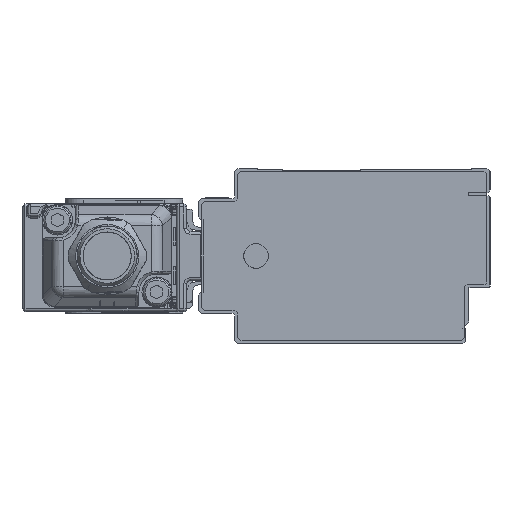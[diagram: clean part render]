
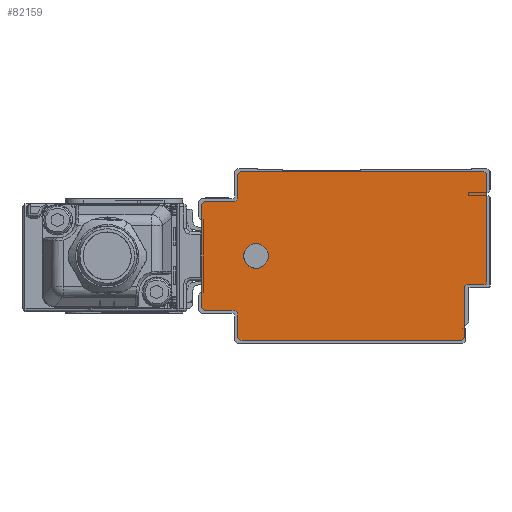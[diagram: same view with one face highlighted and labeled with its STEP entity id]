
A CAD part, left-side view. The second image highlights one B-rep face of the part: STEP entity #82159.
In plain terms, the highlighted planar face has unit normal (-1, 0, 0).
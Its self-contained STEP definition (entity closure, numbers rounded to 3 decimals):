
#80295=AXIS2_PLACEMENT_3D('Circle Axis2P3D',#80293,#80294,$) ;
#80333=AXIS2_PLACEMENT_3D('Circle Axis2P3D',#80331,#80332,$) ;
#80371=AXIS2_PLACEMENT_3D('Circle Axis2P3D',#80369,#80370,$) ;
#80409=AXIS2_PLACEMENT_3D('Circle Axis2P3D',#80407,#80408,$) ;
#82042=AXIS2_PLACEMENT_3D('Plane Axis2P3D',#82039,#82040,#82041) ;
#82046=AXIS2_PLACEMENT_3D('Circle Axis2P3D',#82044,#82045,$) ;
#82060=AXIS2_PLACEMENT_3D('Circle Axis2P3D',#82058,#82059,$) ;
#82074=AXIS2_PLACEMENT_3D('Circle Axis2P3D',#82072,#82073,$) ;
#82088=AXIS2_PLACEMENT_3D('Circle Axis2P3D',#82086,#82087,$) ;
#82102=AXIS2_PLACEMENT_3D('Circle Axis2P3D',#82100,#82101,$) ;
#82116=AXIS2_PLACEMENT_3D('Circle Axis2P3D',#82114,#82115,$) ;
#82143=AXIS2_PLACEMENT_3D('Circle Axis2P3D',#82141,#82142,$) ;
#82152=AXIS2_PLACEMENT_3D('Circle Axis2P3D',#82150,#82151,$) ;
#80251=CARTESIAN_POINT('Line Origine',(-1375.5,44.,14.5)) ;
#80255=CARTESIAN_POINT('Vertex',(-1375.5,44.,6.)) ;
#80257=CARTESIAN_POINT('Vertex',(-1375.5,44.,23.)) ;
#80293=CARTESIAN_POINT('Axis2P3D Location',(-1375.5,43.5,23.)) ;
#80297=CARTESIAN_POINT('Vertex',(-1375.5,43.5,23.5)) ;
#80312=CARTESIAN_POINT('Line Origine',(-1375.5,41.25,23.5)) ;
#80316=CARTESIAN_POINT('Vertex',(-1375.5,39.,23.5)) ;
#80331=CARTESIAN_POINT('Axis2P3D Location',(-1375.5,39.,24.5)) ;
#80335=CARTESIAN_POINT('Vertex',(-1375.5,38.,24.5)) ;
#80350=CARTESIAN_POINT('Line Origine',(-1375.5,38.,26.25)) ;
#80354=CARTESIAN_POINT('Vertex',(-1375.5,38.,28.)) ;
#80369=CARTESIAN_POINT('Axis2P3D Location',(-1375.5,37.5,28.)) ;
#80373=CARTESIAN_POINT('Vertex',(-1375.5,37.5,28.5)) ;
#80388=CARTESIAN_POINT('Line Origine',(-1375.5,17.25,28.5)) ;
#80392=CARTESIAN_POINT('Vertex',(-1375.5,-3.,28.5)) ;
#80407=CARTESIAN_POINT('Axis2P3D Location',(-1375.5,-3.,28.)) ;
#80411=CARTESIAN_POINT('Vertex',(-1375.5,-3.5,28.)) ;
#80426=CARTESIAN_POINT('Line Origine',(-1375.5,-3.5,19.1)) ;
#80430=CARTESIAN_POINT('Vertex',(-1375.5,-3.5,10.2)) ;
#82039=CARTESIAN_POINT('Axis2P3D Location',(-1375.5,0.,0.)) ;
#82044=CARTESIAN_POINT('Axis2P3D Location',(-1375.5,43.5,6.)) ;
#82048=CARTESIAN_POINT('Vertex',(-1375.5,43.5,5.5)) ;
#82051=CARTESIAN_POINT('Line Origine',(-1375.5,41.25,5.5)) ;
#82055=CARTESIAN_POINT('Vertex',(-1375.5,39.,5.5)) ;
#82058=CARTESIAN_POINT('Axis2P3D Location',(-1375.5,39.,4.5)) ;
#82062=CARTESIAN_POINT('Vertex',(-1375.5,38.,4.5)) ;
#82065=CARTESIAN_POINT('Line Origine',(-1375.5,38.,2.75)) ;
#82069=CARTESIAN_POINT('Vertex',(-1375.5,38.,1.)) ;
#82072=CARTESIAN_POINT('Axis2P3D Location',(-1375.5,37.5,1.)) ;
#82076=CARTESIAN_POINT('Vertex',(-1375.5,37.5,0.5)) ;
#82079=CARTESIAN_POINT('Line Origine',(-1375.5,19.15,0.5)) ;
#82083=CARTESIAN_POINT('Vertex',(-1375.5,0.8,0.5)) ;
#82086=CARTESIAN_POINT('Axis2P3D Location',(-1375.5,0.8,1.)) ;
#82090=CARTESIAN_POINT('Vertex',(-1375.5,0.3,1.)) ;
#82093=CARTESIAN_POINT('Line Origine',(-1375.5,0.3,5.1)) ;
#82097=CARTESIAN_POINT('Vertex',(-1375.5,0.3,9.2)) ;
#82100=CARTESIAN_POINT('Axis2P3D Location',(-1375.5,-0.2,9.2)) ;
#82104=CARTESIAN_POINT('Vertex',(-1375.5,-0.2,9.7)) ;
#82107=CARTESIAN_POINT('Line Origine',(-1375.5,-1.6,9.7)) ;
#82111=CARTESIAN_POINT('Vertex',(-1375.5,-3.,9.7)) ;
#82114=CARTESIAN_POINT('Axis2P3D Location',(-1375.5,-3.,10.2)) ;
#82141=CARTESIAN_POINT('Axis2P3D Location',(-1375.5,35.,14.5)) ;
#82145=CARTESIAN_POINT('Vertex',(-1375.5,33.186,13.509)) ;
#82147=CARTESIAN_POINT('Vertex',(-1375.5,36.814,15.491)) ;
#82150=CARTESIAN_POINT('Axis2P3D Location',(-1375.5,35.,14.5)) ;
#80252=DIRECTION('Vector Direction',(0.,0.,1.)) ;
#80294=DIRECTION('Axis2P3D Direction',(1.,0.,0.)) ;
#80313=DIRECTION('Vector Direction',(0.,1.,0.)) ;
#80332=DIRECTION('Axis2P3D Direction',(1.,0.,0.)) ;
#80351=DIRECTION('Vector Direction',(0.,0.,1.)) ;
#80370=DIRECTION('Axis2P3D Direction',(1.,0.,0.)) ;
#80389=DIRECTION('Vector Direction',(0.,1.,0.)) ;
#80408=DIRECTION('Axis2P3D Direction',(1.,0.,-0.)) ;
#80427=DIRECTION('Vector Direction',(0.,0.,-1.)) ;
#82040=DIRECTION('Axis2P3D Direction',(1.,0.,0.)) ;
#82041=DIRECTION('Axis2P3D XDirection',(0.,1.,0.)) ;
#82045=DIRECTION('Axis2P3D Direction',(1.,0.,0.)) ;
#82052=DIRECTION('Vector Direction',(0.,-1.,0.)) ;
#82059=DIRECTION('Axis2P3D Direction',(1.,0.,0.)) ;
#82066=DIRECTION('Vector Direction',(0.,0.,1.)) ;
#82073=DIRECTION('Axis2P3D Direction',(1.,0.,0.)) ;
#82080=DIRECTION('Vector Direction',(0.,-1.,0.)) ;
#82087=DIRECTION('Axis2P3D Direction',(1.,0.,0.)) ;
#82094=DIRECTION('Vector Direction',(0.,0.,-1.)) ;
#82101=DIRECTION('Axis2P3D Direction',(1.,0.,0.)) ;
#82108=DIRECTION('Vector Direction',(0.,1.,0.)) ;
#82115=DIRECTION('Axis2P3D Direction',(1.,0.,0.)) ;
#82142=DIRECTION('Axis2P3D Direction',(1.,0.,0.)) ;
#82151=DIRECTION('Axis2P3D Direction',(1.,0.,0.)) ;
#80253=VECTOR('Line Direction',#80252,1.) ;
#80314=VECTOR('Line Direction',#80313,1.) ;
#80352=VECTOR('Line Direction',#80351,1.) ;
#80390=VECTOR('Line Direction',#80389,1.) ;
#80428=VECTOR('Line Direction',#80427,1.) ;
#82053=VECTOR('Line Direction',#82052,1.) ;
#82067=VECTOR('Line Direction',#82066,1.) ;
#82081=VECTOR('Line Direction',#82080,1.) ;
#82095=VECTOR('Line Direction',#82094,1.) ;
#82109=VECTOR('Line Direction',#82108,1.) ;
#82120=ORIENTED_EDGE('',*,*,#80394,.F.) ;
#82121=ORIENTED_EDGE('',*,*,#80375,.F.) ;
#82122=ORIENTED_EDGE('',*,*,#80356,.F.) ;
#82123=ORIENTED_EDGE('',*,*,#80337,.F.) ;
#82124=ORIENTED_EDGE('',*,*,#80318,.F.) ;
#82125=ORIENTED_EDGE('',*,*,#80299,.F.) ;
#82126=ORIENTED_EDGE('',*,*,#80259,.F.) ;
#82127=ORIENTED_EDGE('',*,*,#82050,.F.) ;
#82128=ORIENTED_EDGE('',*,*,#82057,.F.) ;
#82129=ORIENTED_EDGE('',*,*,#82064,.F.) ;
#82130=ORIENTED_EDGE('',*,*,#82071,.F.) ;
#82131=ORIENTED_EDGE('',*,*,#82078,.F.) ;
#82132=ORIENTED_EDGE('',*,*,#82085,.F.) ;
#82133=ORIENTED_EDGE('',*,*,#82092,.F.) ;
#82134=ORIENTED_EDGE('',*,*,#82099,.F.) ;
#82135=ORIENTED_EDGE('',*,*,#82106,.F.) ;
#82136=ORIENTED_EDGE('',*,*,#82113,.F.) ;
#82137=ORIENTED_EDGE('',*,*,#82118,.F.) ;
#82138=ORIENTED_EDGE('',*,*,#80432,.F.) ;
#82139=ORIENTED_EDGE('',*,*,#80413,.F.) ;
#82156=ORIENTED_EDGE('',*,*,#82149,.T.) ;
#82157=ORIENTED_EDGE('',*,*,#82154,.T.) ;
#82158=FACE_BOUND('',#82155,.T.) ;
#82159=ADVANCED_FACE('\X2\FF8EFF9EFF83FF9EFF68FF70\X0\.2',(#82140,#82158),#82043,.F.) ;
#80296=CIRCLE('generated circle',#80295,0.5) ;
#80334=CIRCLE('generated circle',#80333,1.) ;
#80372=CIRCLE('generated circle',#80371,0.5) ;
#80410=CIRCLE('generated circle',#80409,0.5) ;
#82047=CIRCLE('generated circle',#82046,0.5) ;
#82061=CIRCLE('generated circle',#82060,1.) ;
#82075=CIRCLE('generated circle',#82074,0.5) ;
#82089=CIRCLE('generated circle',#82088,0.5) ;
#82103=CIRCLE('generated circle',#82102,0.5) ;
#82117=CIRCLE('generated circle',#82116,0.5) ;
#82144=CIRCLE('generated circle',#82143,2.067) ;
#82153=CIRCLE('generated circle',#82152,2.067) ;
#80259=EDGE_CURVE('',#80256,#80258,#80254,.T.) ;
#80299=EDGE_CURVE('',#80258,#80298,#80296,.T.) ;
#80318=EDGE_CURVE('',#80298,#80317,#80315,.F.) ;
#80337=EDGE_CURVE('',#80317,#80336,#80334,.F.) ;
#80356=EDGE_CURVE('',#80336,#80355,#80353,.T.) ;
#80375=EDGE_CURVE('',#80355,#80374,#80372,.T.) ;
#80394=EDGE_CURVE('',#80374,#80393,#80391,.F.) ;
#80413=EDGE_CURVE('',#80393,#80412,#80410,.T.) ;
#80432=EDGE_CURVE('',#80412,#80431,#80429,.T.) ;
#82050=EDGE_CURVE('',#82049,#80256,#82047,.T.) ;
#82057=EDGE_CURVE('',#82056,#82049,#82054,.F.) ;
#82064=EDGE_CURVE('',#82063,#82056,#82061,.F.) ;
#82071=EDGE_CURVE('',#82070,#82063,#82068,.T.) ;
#82078=EDGE_CURVE('',#82077,#82070,#82075,.T.) ;
#82085=EDGE_CURVE('',#82084,#82077,#82082,.F.) ;
#82092=EDGE_CURVE('',#82091,#82084,#82089,.T.) ;
#82099=EDGE_CURVE('',#82098,#82091,#82096,.T.) ;
#82106=EDGE_CURVE('',#82105,#82098,#82103,.F.) ;
#82113=EDGE_CURVE('',#82112,#82105,#82110,.T.) ;
#82118=EDGE_CURVE('',#80431,#82112,#82117,.T.) ;
#82149=EDGE_CURVE('',#82146,#82148,#82144,.T.) ;
#82154=EDGE_CURVE('',#82148,#82146,#82153,.T.) ;
#82119=EDGE_LOOP('',(#82120,#82121,#82122,#82123,#82124,#82125,#82126,#82127,#82128,#82129,#82130,#82131,#82132,#82133,#82134,#82135,#82136,#82137,#82138,#82139)) ;
#82155=EDGE_LOOP('',(#82156,#82157)) ;
#82140=FACE_OUTER_BOUND('',#82119,.T.) ;
#80254=LINE('Line',#80251,#80253) ;
#80315=LINE('Line',#80312,#80314) ;
#80353=LINE('Line',#80350,#80352) ;
#80391=LINE('Line',#80388,#80390) ;
#80429=LINE('Line',#80426,#80428) ;
#82054=LINE('Line',#82051,#82053) ;
#82068=LINE('Line',#82065,#82067) ;
#82082=LINE('Line',#82079,#82081) ;
#82096=LINE('Line',#82093,#82095) ;
#82110=LINE('Line',#82107,#82109) ;
#82043=PLANE('Plane',#82042) ;
#80256=VERTEX_POINT('',#80255) ;
#80258=VERTEX_POINT('',#80257) ;
#80298=VERTEX_POINT('',#80297) ;
#80317=VERTEX_POINT('',#80316) ;
#80336=VERTEX_POINT('',#80335) ;
#80355=VERTEX_POINT('',#80354) ;
#80374=VERTEX_POINT('',#80373) ;
#80393=VERTEX_POINT('',#80392) ;
#80412=VERTEX_POINT('',#80411) ;
#80431=VERTEX_POINT('',#80430) ;
#82049=VERTEX_POINT('',#82048) ;
#82056=VERTEX_POINT('',#82055) ;
#82063=VERTEX_POINT('',#82062) ;
#82070=VERTEX_POINT('',#82069) ;
#82077=VERTEX_POINT('',#82076) ;
#82084=VERTEX_POINT('',#82083) ;
#82091=VERTEX_POINT('',#82090) ;
#82098=VERTEX_POINT('',#82097) ;
#82105=VERTEX_POINT('',#82104) ;
#82112=VERTEX_POINT('',#82111) ;
#82146=VERTEX_POINT('',#82145) ;
#82148=VERTEX_POINT('',#82147) ;
